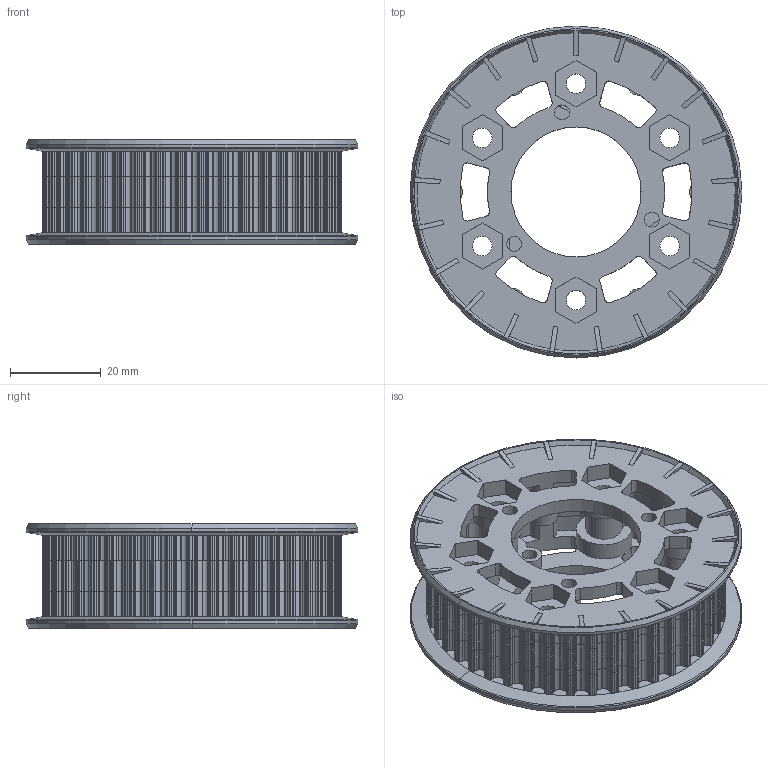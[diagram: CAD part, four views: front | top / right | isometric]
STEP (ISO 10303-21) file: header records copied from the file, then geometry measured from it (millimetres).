
FILE_DESCRIPTION (( 'STEP AP214' ), '1' );
FILE_NAME ('217-3199-STEP.STEP', '2013-12-06T21:15:29', ( '' ), ( '' ), 'SwSTEP 2.0', 'SolidWorks 2013', '' );
FILE_SCHEMA (( 'AUTOMOTIVE_DESIGN' ));
Length unit declared in the file: millimetre
Products named in the file (3): 217-3199-STEP; 217-3199-002 Rev3; 217-3199-001 Rev4
Assembly tree (3 placements, depth 2):
  217-3199-STEP
    217-3199-001 Rev4  x2
    217-3199-002 Rev3
Bounding box: 73 x 73 x 23 mm (x, y, z)
Volume: 30878.6 mm3; surface area: 30298.1 mm2
Topology: 3 solids, 3 shells, 3029 faces, 8877 edges, 5884 vertices
Faces by surface type: cylinder 2271, plane 678, cone 52, torus 28
Entity records: 66867 total; most frequent: DIRECTION 12689, CARTESIAN_POINT 11749, ORIENTED_EDGE 11466, EDGE_CURVE 5733, AXIS2_PLACEMENT_3D 5079, VERTEX_POINT 3803, CIRCLE 3118, LINE 2531
